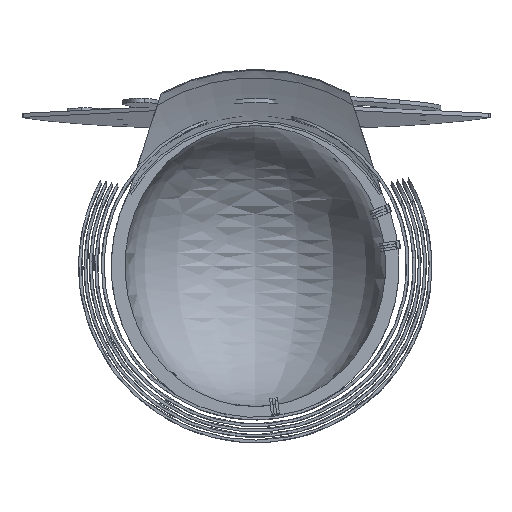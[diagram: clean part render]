
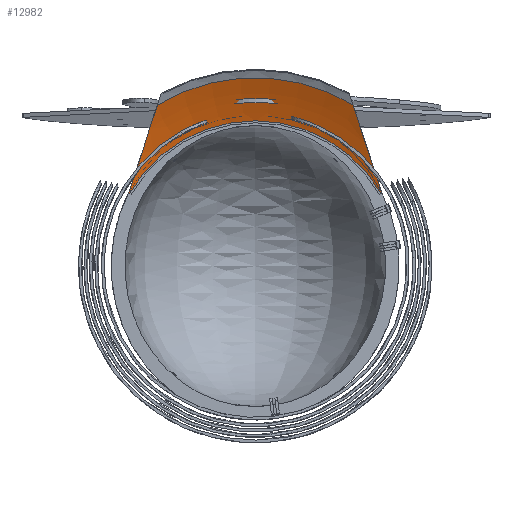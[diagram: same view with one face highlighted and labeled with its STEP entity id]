
A CAD part, front view. The second image highlights one B-rep face of the part: STEP entity #12982.
In plain terms, the highlighted toroidal (fillet/blend) face has major radius 1.226 mm and minor radius 327.199 mm.
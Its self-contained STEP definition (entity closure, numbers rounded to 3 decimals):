
#148=DEGENERATE_TOROIDAL_SURFACE('',#13719,1.226,327.199,
 .F.);
#151=CIRCLE('',#13720,140.697);
#152=CIRCLE('',#13721,327.199);
#153=CIRCLE('',#13722,108.47);
#154=CIRCLE('',#13723,327.199);
#1844=ORIENTED_EDGE('',*,*,#4983,.F.);
#1845=ORIENTED_EDGE('',*,*,#4984,.F.);
#1846=ORIENTED_EDGE('',*,*,#4985,.F.);
#1847=ORIENTED_EDGE('',*,*,#4975,.T.);
#1848=ORIENTED_EDGE('',*,*,#4986,.F.);
#1849=ORIENTED_EDGE('',*,*,#4987,.T.);
#1850=ORIENTED_EDGE('',*,*,#4988,.T.);
#4975=EDGE_CURVE('',#6546,#6545,#7778,.T.);
#4983=EDGE_CURVE('',#6552,#6553,#7783,.T.);
#4984=EDGE_CURVE('',#6554,#6552,#151,.T.);
#4985=EDGE_CURVE('',#6546,#6554,#7784,.T.);
#4986=EDGE_CURVE('',#6555,#6545,#152,.T.);
#4987=EDGE_CURVE('',#6555,#6556,#153,.T.);
#4988=EDGE_CURVE('',#6556,#6553,#154,.T.);
#6545=VERTEX_POINT('',#17208);
#6546=VERTEX_POINT('',#17213);
#6552=VERTEX_POINT('',#17382);
#6553=VERTEX_POINT('',#17383);
#6554=VERTEX_POINT('',#17385);
#6555=VERTEX_POINT('',#17391);
#6556=VERTEX_POINT('',#17393);
#7778=B_SPLINE_CURVE_WITH_KNOTS('',3,(#17209,#17210,#17211,#17212),
 .UNSPECIFIED.,.F.,.F.,(4,4),(0.,1.),.UNSPECIFIED.);
#7783=B_SPLINE_CURVE_WITH_KNOTS('',3,(#17378,#17379,#17380,#17381),
 .UNSPECIFIED.,.F.,.F.,(4,4),(0.,1.),.UNSPECIFIED.);
#7784=B_SPLINE_CURVE_WITH_KNOTS('',3,(#17386,#17387,#17388,#17389),
 .UNSPECIFIED.,.F.,.F.,(4,4),(0.,1.),.UNSPECIFIED.);
#8499=EDGE_LOOP('',(#1844,#1845,#1846,#1847,#1848,#1849,#1850));
#10026=FACE_BOUND('',#8499,.T.);
#12982=ADVANCED_FACE('',(#10026),#148,.T.);
#13719=AXIS2_PLACEMENT_3D('',#17377,#14592,#14593);
#13720=AXIS2_PLACEMENT_3D('',#17384,#14594,#14595);
#13721=AXIS2_PLACEMENT_3D('',#17390,#14596,#14597);
#13722=AXIS2_PLACEMENT_3D('',#17392,#14598,#14599);
#13723=AXIS2_PLACEMENT_3D('',#17394,#14600,#14601);
#14592=DIRECTION('',(0.,1.,0.));
#14593=DIRECTION('',(0.,0.,1.));
#14594=DIRECTION('',(0.,1.,0.));
#14595=DIRECTION('',(0.,0.,1.));
#14596=DIRECTION('',(0.5,0.,0.866));
#14597=DIRECTION('',(0.,1.,0.));
#14598=DIRECTION('',(0.,1.,0.));
#14599=DIRECTION('',(0.,0.,1.));
#14600=DIRECTION('',(0.5,0.,-0.866));
#14601=DIRECTION('',(0.866,0.,0.5));
#17208=CARTESIAN_POINT('',(-94.602,-0.358,54.619));
#17209=CARTESIAN_POINT('',(-94.407,-0.367,55.005));
#17210=CARTESIAN_POINT('',(-94.473,-0.364,54.876));
#17211=CARTESIAN_POINT('',(-94.538,-0.361,54.748));
#17212=CARTESIAN_POINT('',(-94.603,-0.358,54.619));
#17213=CARTESIAN_POINT('',(-94.406,-0.367,55.005));
#17377=CARTESIAN_POINT('',(0.,-308.347,0.));
#17378=CARTESIAN_POINT('',(73.081,-13.53,120.229));
#17379=CARTESIAN_POINT('',(80.086,-6.469,98.806));
#17380=CARTESIAN_POINT('',(87.24,-2.07,76.924));
#17381=CARTESIAN_POINT('',(94.544,-0.334,54.585));
#17382=CARTESIAN_POINT('',(73.081,-13.53,120.229));
#17383=CARTESIAN_POINT('',(94.544,-0.334,54.585));
#17384=CARTESIAN_POINT('',(0.,-13.53,0.));
#17385=CARTESIAN_POINT('',(-73.081,-13.53,120.229));
#17386=CARTESIAN_POINT('',(-94.407,-0.367,55.005));
#17387=CARTESIAN_POINT('',(-87.15,-2.126,77.2));
#17388=CARTESIAN_POINT('',(-80.041,-6.514,98.942));
#17389=CARTESIAN_POINT('',(-73.081,-13.53,120.229));
#17390=CARTESIAN_POINT('',(1.062,-308.347,-0.613));
#17391=CARTESIAN_POINT('',(-93.938,-0.084,54.235));
#17392=CARTESIAN_POINT('',(0.,-0.084,0.));
#17393=CARTESIAN_POINT('',(93.938,-0.084,54.235));
#17394=CARTESIAN_POINT('',(-1.062,-308.347,-0.613));
